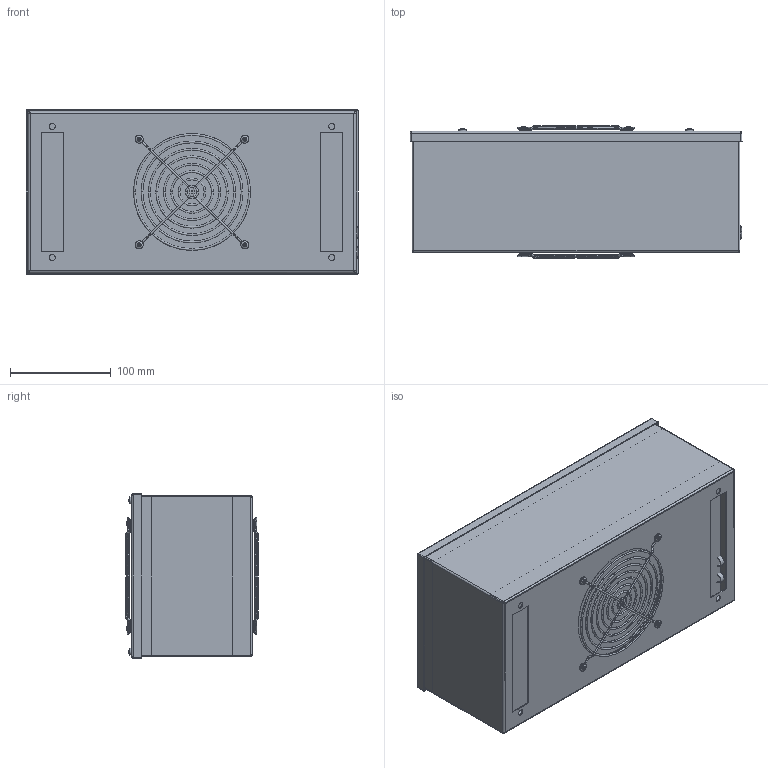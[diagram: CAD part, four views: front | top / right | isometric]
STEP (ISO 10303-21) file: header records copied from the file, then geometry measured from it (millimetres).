
FILE_DESCRIPTION (( 'STEP AP214' ), '1' );
FILE_NAME ('3114-0220-16-07.STEP', '2018-04-18T09:28:07', ( '' ), ( '' ), 'SwSTEP 2.0', 'SolidWorks 2017', '' );
FILE_SCHEMA (( 'AUTOMOTIVE_DESIGN' ));
Length unit declared in the file: millimetre
Products named in the file (8): W0155434~0; 8000-7985-04-06; 3114-0010-05-00~0; W0155436~0; 8101-0100-06-00; 3114-0220-16-07; 8101-0020-00-00~0; 8000-7981-03-09
Assembly tree (18 placements, depth 2):
  3114-0220-16-07
    W0155436~0
    W0155434~0
    3114-0010-05-00~0  x2
    8000-7981-03-09  x4
    8101-0020-00-00~0  x2
    8000-7985-04-06  x4
    8101-0100-06-00  x4
Bounding box: 329 x 131 x 163 mm (x, y, z)
Volume: 4294456.3 mm3; surface area: 455062.3 mm2
Topology: 22 solids, 22 shells, 1218 faces, 3264 edges, 2104 vertices
Faces by surface type: cylinder 535, plane 363, torus 208, cone 60, bspline 36, sphere 16
Entity records: 30901 total; most frequent: CARTESIAN_POINT 8650, DIRECTION 4798, ORIENTED_EDGE 4544, EDGE_CURVE 2272, AXIS2_PLACEMENT_3D 1930, VERTEX_POINT 1484, CIRCLE 1118, EDGE_LOOP 968
